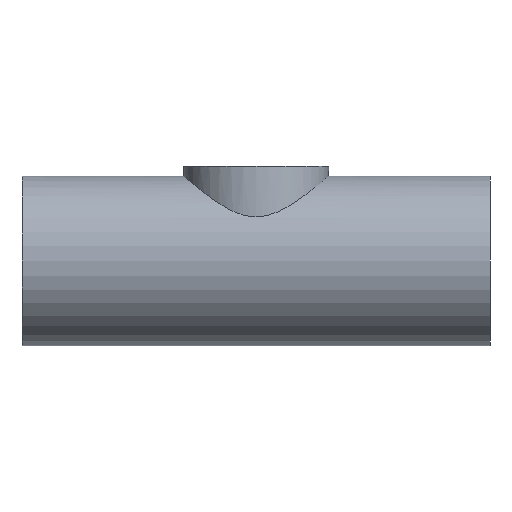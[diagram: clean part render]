
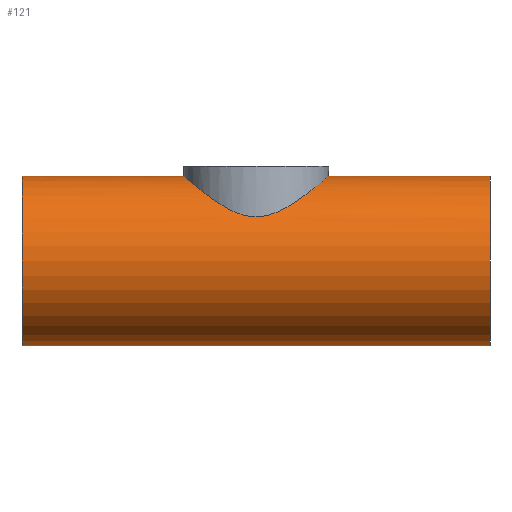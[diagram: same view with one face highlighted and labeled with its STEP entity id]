
A CAD part, front view. The second image highlights one B-rep face of the part: STEP entity #121.
In plain terms, the highlighted cylindrical face has radius 12.7 mm (diameter 25.4 mm), a full revolution.
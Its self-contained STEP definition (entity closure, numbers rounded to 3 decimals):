
#21=FACE_BOUND('',#39,.T.);
#28=FACE_OUTER_BOUND('',#38,.T.);
#38=EDGE_LOOP('',(#104,#105,#106,#107));
#39=EDGE_LOOP('',(#108,#109));
#46=CIRCLE('',#152,12.7);
#47=CIRCLE('',#154,12.7);
#51=LINE('',#310,#55);
#55=VECTOR('',#185,12.7);
#58=B_SPLINE_CURVE_WITH_KNOTS('',3,(#251,#252,#253,#254,#255,#256,#257,
#258,#259,#260,#261,#262,#263,#264),.UNSPECIFIED.,.F.,.F.,(4,2,2,2,2,2,
4),(0.,0.229,0.457,0.914,1.35,
1.567,1.785),.UNSPECIFIED.);
#59=B_SPLINE_CURVE_WITH_KNOTS('',3,(#265,#266,#267,#268,#269,#270,#271,
#272,#273,#274,#275,#276,#277,#278,#279,#280,#281,#282,#283,#284,#285,#286,
#287,#288,#289,#290,#291,#292,#293,#294,#295,#296,#297,#298,#299,#300,#301,
#302),.UNSPECIFIED.,.F.,.F.,(4,2,2,2,2,2,2,2,2,2,2,2,2,2,2,2,2,2,4),(1.785,
2.002,2.22,2.655,3.112,3.341,
3.57,3.798,4.027,4.484,4.919,
5.137,5.354,5.572,5.789,6.225,
6.682,6.91,7.139),.UNSPECIFIED.);
#66=VERTEX_POINT('',#248);
#67=VERTEX_POINT('',#250);
#68=VERTEX_POINT('',#305);
#69=VERTEX_POINT('',#308);
#79=EDGE_CURVE('',#67,#66,#58,.T.);
#80=EDGE_CURVE('',#66,#67,#59,.T.);
#81=EDGE_CURVE('',#68,#68,#46,.T.);
#82=EDGE_CURVE('',#69,#69,#47,.T.);
#83=EDGE_CURVE('',#69,#68,#51,.T.);
#104=ORIENTED_EDGE('',*,*,#82,.F.);
#105=ORIENTED_EDGE('',*,*,#83,.T.);
#106=ORIENTED_EDGE('',*,*,#81,.F.);
#107=ORIENTED_EDGE('',*,*,#83,.F.);
#108=ORIENTED_EDGE('',*,*,#79,.T.);
#109=ORIENTED_EDGE('',*,*,#80,.T.);
#115=CYLINDRICAL_SURFACE('',#153,12.7);
#121=ADVANCED_FACE('',(#28,#21),#115,.T.);
#152=AXIS2_PLACEMENT_3D('',#306,#179,#180);
#153=AXIS2_PLACEMENT_3D('',#307,#181,#182);
#154=AXIS2_PLACEMENT_3D('',#309,#183,#184);
#179=DIRECTION('center_axis',(-1.,0.,0.));
#180=DIRECTION('ref_axis',(0.,1.,0.));
#181=DIRECTION('center_axis',(1.,0.,0.));
#182=DIRECTION('ref_axis',(0.,1.,0.));
#183=DIRECTION('center_axis',(1.,0.,0.));
#184=DIRECTION('ref_axis',(0.,1.,0.));
#185=DIRECTION('',(-1.,0.,0.));
#248=CARTESIAN_POINT('',(-10.85,0.,12.7));
#250=CARTESIAN_POINT('',(0.,-10.85,6.601));
#251=CARTESIAN_POINT('Ctrl Pts',(0.,-10.85,6.601));
#252=CARTESIAN_POINT('Ctrl Pts',(-0.762,-10.85,6.601));
#253=CARTESIAN_POINT('Ctrl Pts',(-1.501,-10.77,6.736));
#254=CARTESIAN_POINT('Ctrl Pts',(-2.921,-10.474,7.187));
#255=CARTESIAN_POINT('Ctrl Pts',(-3.604,-10.258,7.5));
#256=CARTESIAN_POINT('Ctrl Pts',(-5.552,-9.428,8.556));
#257=CARTESIAN_POINT('Ctrl Pts',(-6.722,-8.622,9.401));
#258=CARTESIAN_POINT('Ctrl Pts',(-8.576,-6.768,10.806));
#259=CARTESIAN_POINT('Ctrl Pts',(-9.404,-5.602,11.485));
#260=CARTESIAN_POINT('Ctrl Pts',(-10.258,-3.609,12.197));
#261=CARTESIAN_POINT('Ctrl Pts',(-10.48,-2.904,12.385));
#262=CARTESIAN_POINT('Ctrl Pts',(-10.776,-1.463,12.637));
#263=CARTESIAN_POINT('Ctrl Pts',(-10.85,-0.725,12.7));
#264=CARTESIAN_POINT('Ctrl Pts',(-10.85,0.,12.7));
#265=CARTESIAN_POINT('Ctrl Pts',(-10.85,0.,12.7));
#266=CARTESIAN_POINT('Ctrl Pts',(-10.85,0.725,12.7));
#267=CARTESIAN_POINT('Ctrl Pts',(-10.776,1.463,12.637));
#268=CARTESIAN_POINT('Ctrl Pts',(-10.48,2.904,12.385));
#269=CARTESIAN_POINT('Ctrl Pts',(-10.258,3.609,12.197));
#270=CARTESIAN_POINT('Ctrl Pts',(-9.404,5.602,11.485));
#271=CARTESIAN_POINT('Ctrl Pts',(-8.576,6.768,10.806));
#272=CARTESIAN_POINT('Ctrl Pts',(-6.722,8.622,9.401));
#273=CARTESIAN_POINT('Ctrl Pts',(-5.552,9.428,8.556));
#274=CARTESIAN_POINT('Ctrl Pts',(-3.604,10.258,7.5));
#275=CARTESIAN_POINT('Ctrl Pts',(-2.921,10.474,7.187));
#276=CARTESIAN_POINT('Ctrl Pts',(-1.501,10.77,6.736));
#277=CARTESIAN_POINT('Ctrl Pts',(-0.762,10.85,6.601));
#278=CARTESIAN_POINT('Ctrl Pts',(0.762,10.85,6.601));
#279=CARTESIAN_POINT('Ctrl Pts',(1.501,10.77,6.736));
#280=CARTESIAN_POINT('Ctrl Pts',(2.921,10.474,7.187));
#281=CARTESIAN_POINT('Ctrl Pts',(3.604,10.258,7.5));
#282=CARTESIAN_POINT('Ctrl Pts',(5.552,9.428,8.556));
#283=CARTESIAN_POINT('Ctrl Pts',(6.722,8.622,9.401));
#284=CARTESIAN_POINT('Ctrl Pts',(8.576,6.768,10.806));
#285=CARTESIAN_POINT('Ctrl Pts',(9.404,5.602,11.485));
#286=CARTESIAN_POINT('Ctrl Pts',(10.258,3.609,12.197));
#287=CARTESIAN_POINT('Ctrl Pts',(10.48,2.904,12.385));
#288=CARTESIAN_POINT('Ctrl Pts',(10.776,1.463,12.637));
#289=CARTESIAN_POINT('Ctrl Pts',(10.85,0.725,12.7));
#290=CARTESIAN_POINT('Ctrl Pts',(10.85,-0.725,12.7));
#291=CARTESIAN_POINT('Ctrl Pts',(10.776,-1.463,12.637));
#292=CARTESIAN_POINT('Ctrl Pts',(10.48,-2.904,12.385));
#293=CARTESIAN_POINT('Ctrl Pts',(10.258,-3.609,12.197));
#294=CARTESIAN_POINT('Ctrl Pts',(9.404,-5.602,11.485));
#295=CARTESIAN_POINT('Ctrl Pts',(8.576,-6.768,10.806));
#296=CARTESIAN_POINT('Ctrl Pts',(6.722,-8.622,9.401));
#297=CARTESIAN_POINT('Ctrl Pts',(5.552,-9.428,8.556));
#298=CARTESIAN_POINT('Ctrl Pts',(3.604,-10.258,7.5));
#299=CARTESIAN_POINT('Ctrl Pts',(2.921,-10.474,7.187));
#300=CARTESIAN_POINT('Ctrl Pts',(1.501,-10.77,6.736));
#301=CARTESIAN_POINT('Ctrl Pts',(0.762,-10.85,6.601));
#302=CARTESIAN_POINT('Ctrl Pts',(0.,-10.85,6.601));
#305=CARTESIAN_POINT('',(-35.,-12.7,0.));
#306=CARTESIAN_POINT('Origin',(-35.,0.,0.));
#307=CARTESIAN_POINT('Origin',(0.,0.,0.));
#308=CARTESIAN_POINT('',(35.,-12.7,0.));
#309=CARTESIAN_POINT('Origin',(35.,0.,0.));
#310=CARTESIAN_POINT('',(0.,-12.7,0.));
